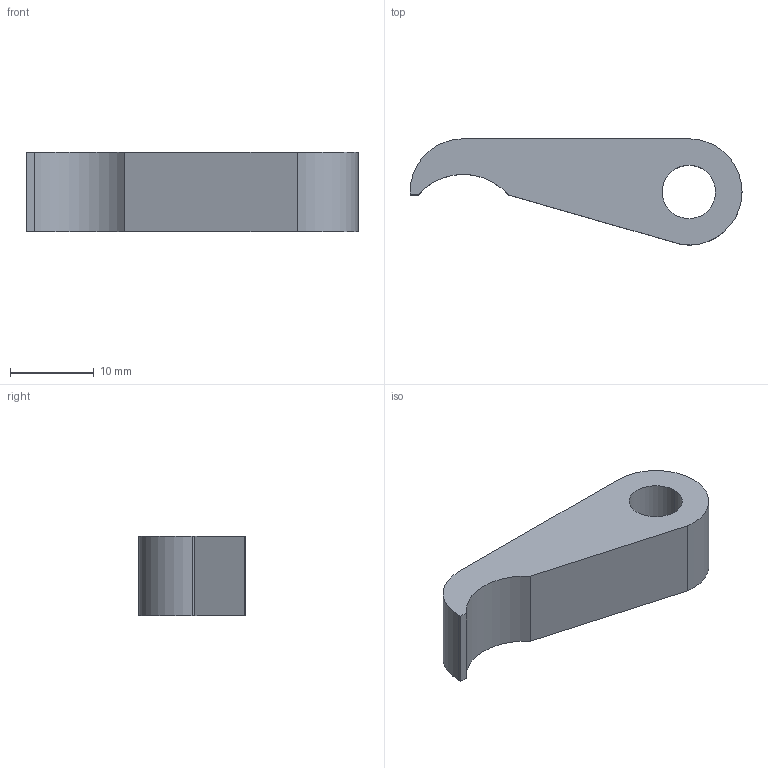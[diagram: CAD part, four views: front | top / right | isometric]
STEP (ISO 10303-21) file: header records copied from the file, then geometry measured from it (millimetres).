
FILE_DESCRIPTION (( 'STEP AP203' ), '1' );
FILE_NAME ('6283K32.step', '2015-09-18T13:45:45', ( '' ), ( '' ), 'SwSTEP 2.0', 'SolidWorks 2010', '' );
FILE_SCHEMA (( 'CONFIG_CONTROL_DESIGN' ));
Length unit declared in the file: inch
Products named in the file (1): 6283K32
Bounding box: 39.69 x 12.7 x 9.53 mm (x, y, z)
Volume: 2806.1 mm3; surface area: 1664.7 mm2
Topology: 1 solids, 1 shells, 12 faces, 30 edges, 20 vertices
Faces by surface type: cylinder 6, plane 6
Entity records: 449 total; most frequent: DIRECTION 68, CARTESIAN_POINT 63, ORIENTED_EDGE 60, EDGE_CURVE 30, AXIS2_PLACEMENT_3D 25, VERTEX_POINT 20, VECTOR 18, LINE 18
